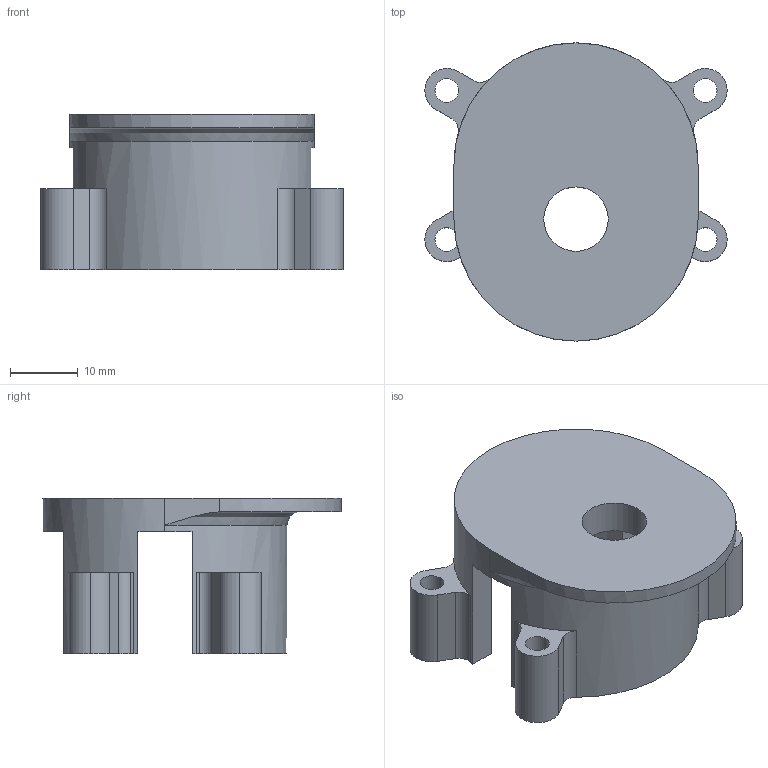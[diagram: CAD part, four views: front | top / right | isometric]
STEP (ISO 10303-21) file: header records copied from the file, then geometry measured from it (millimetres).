
FILE_DESCRIPTION (( 'STEP AP214' ), '1' );
FILE_NAME ('whatever.STEP', '2025-12-17T00:35:57', ( '' ), ( '' ), 'SwSTEP 2.0', 'SolidWorks 2025', '' );
FILE_SCHEMA (( 'AUTOMOTIVE_DESIGN' ));
Length unit declared in the file: millimetre
Products named in the file (1): whatever
Bounding box: 44.61 x 44 x 23 mm (x, y, z)
Volume: 11302.2 mm3; surface area: 7258.7 mm2
Topology: 1 solids, 1 shells, 59 faces, 169 edges, 112 vertices
Faces by surface type: cylinder 32, plane 26, torus 1
Entity records: 2023 total; most frequent: DIRECTION 364, CARTESIAN_POINT 363, ORIENTED_EDGE 338, EDGE_CURVE 169, AXIS2_PLACEMENT_3D 139, VERTEX_POINT 112, LINE 86, VECTOR 86
